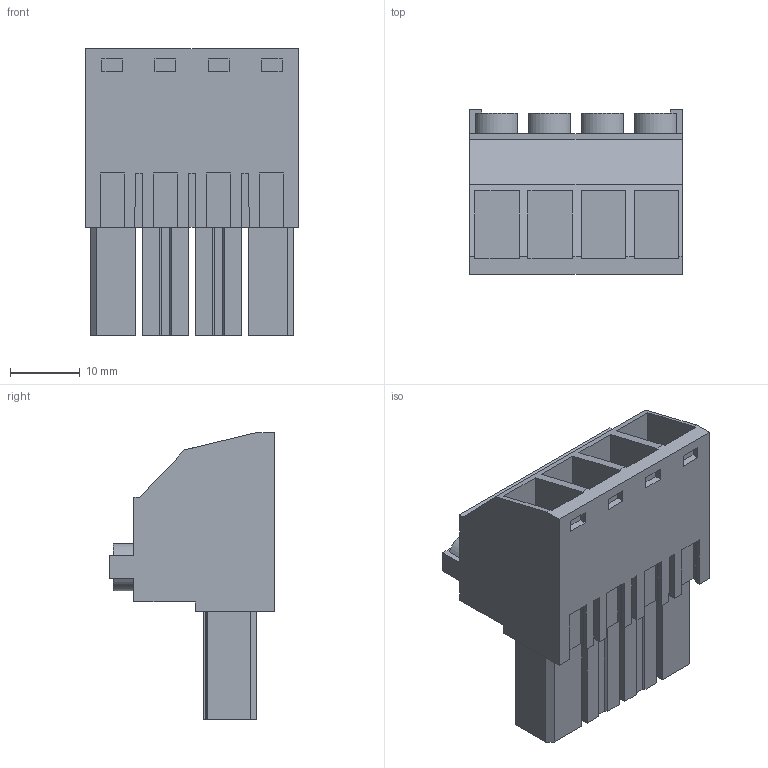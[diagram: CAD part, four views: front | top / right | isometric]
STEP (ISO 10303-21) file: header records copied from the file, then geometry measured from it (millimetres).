
FILE_DESCRIPTION(('CATIA V5 STEP Exchange','CAx-IF Rec.Pracs.--- Model Styling and Organization---1.2---2011-12-15'),'2;1');
FILE_NAME ('D1459336_0_1929950000_1929950000.stp','2017-04-13T06:55:39+00:00',('none'),('Weidmueller'),'CATIA Version 5-6 Release 2014','CATIA V5 STEP AP214','none');
FILE_SCHEMA(('AUTOMOTIVE_DESIGN { 1 0 10303 214 1 1 1 1 }'));
Length unit declared in the file: millimetre
Products named in the file (1): 1929950000
Bounding box: 30.48 x 23.6 x 41.15 mm (x, y, z)
Volume: 13736.8 mm3; surface area: 8220 mm2
Topology: 5 solids, 5 shells, 344 faces, 957 edges, 644 vertices
Faces by surface type: plane 316, cylinder 24, extrusion 4
Entity records: 10349 total; most frequent: ORIENTED_EDGE 1914, CARTESIAN_POINT 1893, DIRECTION 1431, EDGE_CURVE 957, VECTOR 885, LINE 881, VERTEX_POINT 644, EDGE_LOOP 365
